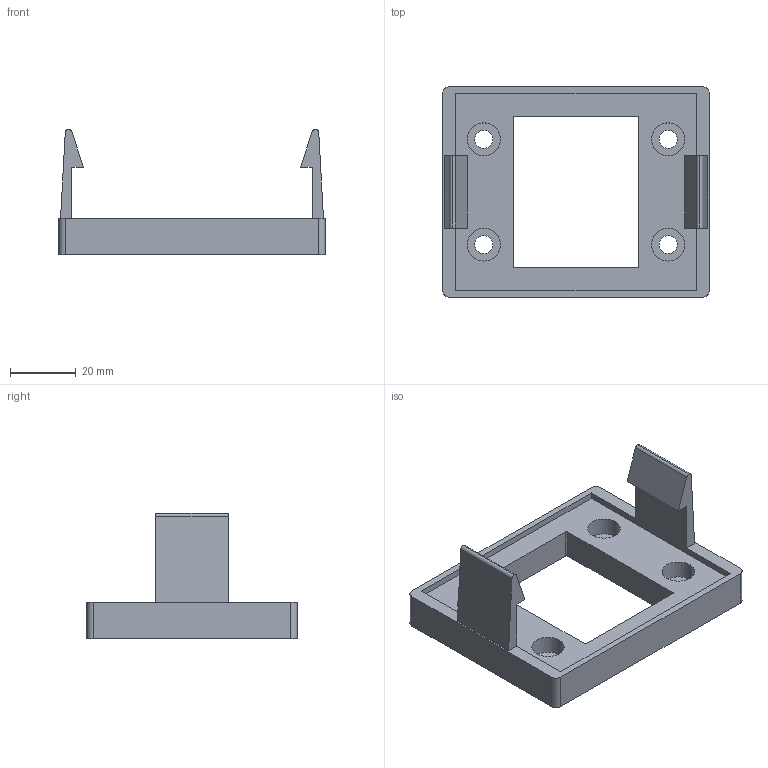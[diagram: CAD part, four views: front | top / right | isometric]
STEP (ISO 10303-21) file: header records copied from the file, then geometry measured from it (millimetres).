
FILE_DESCRIPTION(('STEP AP242'),'1');
FILE_NAME('42038.stp','2020-02-13T09:08:23',('TraceParts'),('TraceParts S.A.'),'Spatial InterOp 3D',' ',' ');
FILE_SCHEMA(('AP242_MANAGED_MODEL_BASED_3D_ENGINEERING_MIM_LF {1 0 10303 442 1 1 4}'));
Length unit declared in the file: millimetre
Products named in the file (1): 42038
Bounding box: 81 x 64 x 38 mm (x, y, z)
Volume: 34304.6 mm3; surface area: 16025.1 mm2
Topology: 1 solids, 5 shells, 89 faces, 222 edges, 148 vertices
Faces by surface type: plane 53, cylinder 36
Entity records: 2695 total; most frequent: DIRECTION 474, CARTESIAN_POINT 460, ORIENTED_EDGE 444, EDGE_CURVE 222, AXIS2_PLACEMENT_3D 162, LINE 150, VECTOR 150, VERTEX_POINT 148
